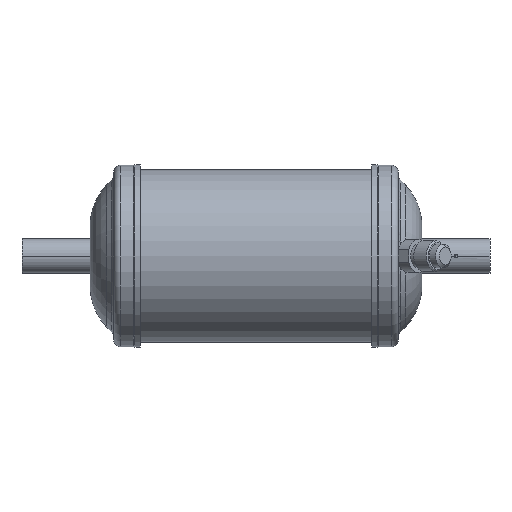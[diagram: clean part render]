
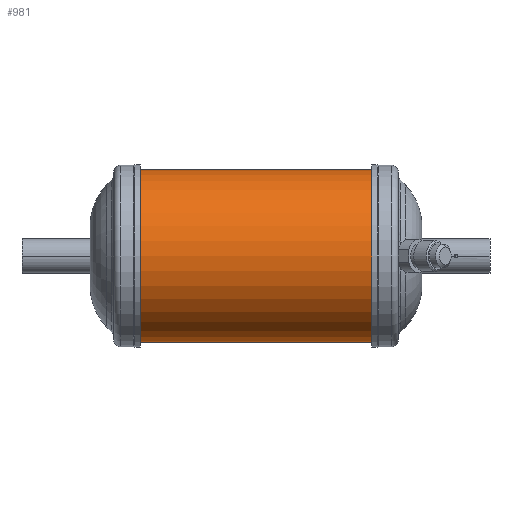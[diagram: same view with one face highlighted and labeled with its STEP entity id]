
A CAD part, front view. The second image highlights one B-rep face of the part: STEP entity #981.
In plain terms, the highlighted cylindrical face has radius 31.75 mm (diameter 63.5 mm), a partial arc.
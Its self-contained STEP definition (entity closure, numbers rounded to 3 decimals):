
#61 = EDGE_CURVE ( 'NONE', #1218, #1573, #2071, .T. ) ;
#101 = DIRECTION ( 'NONE',  ( -1., 0., 0. ) ) ;
#104 = VERTEX_POINT ( 'NONE', #2396 ) ;
#156 = CARTESIAN_POINT ( 'NONE',  ( 50., 0., -31.75 ) ) ;
#216 = CARTESIAN_POINT ( 'NONE',  ( 50., 0., 31.75 ) ) ;
#393 = AXIS2_PLACEMENT_3D ( 'NONE', #2914, #2940, #866 ) ;
#482 = DIRECTION ( 'NONE',  ( 0., 0., 1. ) ) ;
#499 = DIRECTION ( 'NONE',  ( -1., 0., 0. ) ) ;
#699 = AXIS2_PLACEMENT_3D ( 'NONE', #1231, #101, #1038 ) ;
#806 = CARTESIAN_POINT ( 'NONE',  ( -42.5, 0., -31.75 ) ) ;
#866 = DIRECTION ( 'NONE',  ( 0., 0., -1. ) ) ;
#886 = ORIENTED_EDGE ( 'NONE', *, *, #2431, .T. ) ;
#981 = ADVANCED_FACE ( 'NONE', ( #1163 ), #1434, .T. ) ;
#1038 = DIRECTION ( 'NONE',  ( 0., 0., 1. ) ) ;
#1073 = DIRECTION ( 'NONE',  ( -1., 0., 0. ) ) ;
#1121 = AXIS2_PLACEMENT_3D ( 'NONE', #1888, #499, #482 ) ;
#1163 = FACE_OUTER_BOUND ( 'NONE', #2890, .T. ) ;
#1218 = VERTEX_POINT ( 'NONE', #806 ) ;
#1231 = CARTESIAN_POINT ( 'NONE',  ( -42.5, 0., 0. ) ) ;
#1252 = VECTOR ( 'NONE', #2008, 1000. ) ;
#1434 = CYLINDRICAL_SURFACE ( 'NONE', #1121, 31.75 ) ;
#1483 = ORIENTED_EDGE ( 'NONE', *, *, #2502, .F. ) ;
#1496 = ORIENTED_EDGE ( 'NONE', *, *, #61, .F. ) ;
#1573 = VERTEX_POINT ( 'NONE', #2420 ) ;
#1594 = LINE ( 'NONE', #156, #2859 ) ;
#1597 = VERTEX_POINT ( 'NONE', #1949 ) ;
#1648 = ORIENTED_EDGE ( 'NONE', *, *, #2466, .F. ) ;
#1888 = CARTESIAN_POINT ( 'NONE',  ( 50., 0., 0. ) ) ;
#1949 = CARTESIAN_POINT ( 'NONE',  ( 42.5, 0., -31.75 ) ) ;
#2008 = DIRECTION ( 'NONE',  ( -1., 0., 0. ) ) ;
#2071 = CIRCLE ( 'NONE', #699, 31.75 ) ;
#2196 = CIRCLE ( 'NONE', #393, 31.75 ) ;
#2396 = CARTESIAN_POINT ( 'NONE',  ( 42.5, 0., 31.75 ) ) ;
#2420 = CARTESIAN_POINT ( 'NONE',  ( -42.5, 0., 31.75 ) ) ;
#2431 = EDGE_CURVE ( 'NONE', #104, #1573, #2658, .T. ) ;
#2466 = EDGE_CURVE ( 'NONE', #104, #1597, #2196, .T. ) ;
#2502 = EDGE_CURVE ( 'NONE', #1597, #1218, #1594, .T. ) ;
#2658 = LINE ( 'NONE', #216, #1252 ) ;
#2859 = VECTOR ( 'NONE', #1073, 1000. ) ;
#2890 = EDGE_LOOP ( 'NONE', ( #1483, #1648, #886, #1496 ) ) ;
#2914 = CARTESIAN_POINT ( 'NONE',  ( 42.5, 0., 0. ) ) ;
#2940 = DIRECTION ( 'NONE',  ( 1., 0., 0. ) ) ;
